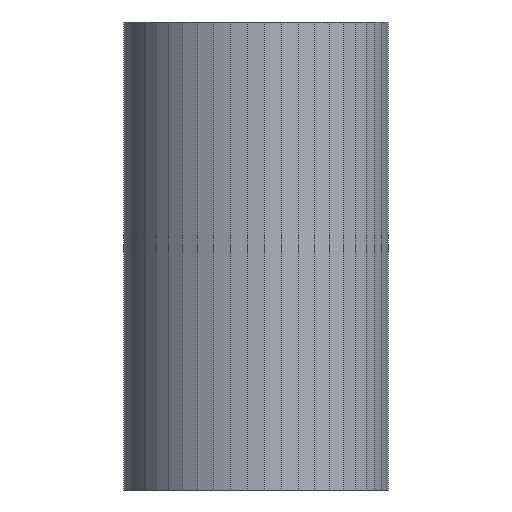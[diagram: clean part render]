
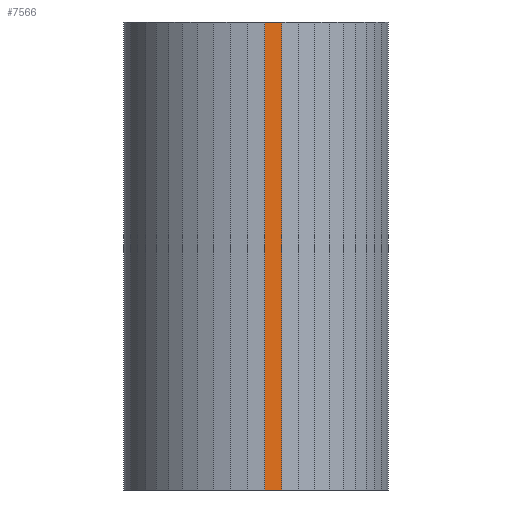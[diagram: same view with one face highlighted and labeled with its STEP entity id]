
A CAD part, front view. The second image highlights one B-rep face of the part: STEP entity #7566.
In plain terms, the highlighted face is planar.
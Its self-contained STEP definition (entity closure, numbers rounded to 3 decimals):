
#7270 = B_SPLINE_SURFACE_WITH_KNOTS('',1,1,(
    (#7271,#7272)
    ,(#7273,#7274
    )),.UNSPECIFIED.,.F.,.F.,.F.,(2,2),(2,2),(0.,16.153),(0.,1.
    ),.PIECEWISE_BEZIER_KNOTS.);
#7271 = CARTESIAN_POINT('',(-7.88,-218.25,-1.5));
#7272 = CARTESIAN_POINT('',(-8.077,-218.25,1.5));
#7273 = CARTESIAN_POINT('',(7.88,-218.25,-1.5));
#7274 = CARTESIAN_POINT('',(8.077,-218.25,1.5));
#7294 = VERTEX_POINT('',#7295);
#7295 = CARTESIAN_POINT('',(8.077,-218.25,1.5));
#7308 = PLANE('',#7309);
#7309 = AXIS2_PLACEMENT_3D('',#7310,#7311,#7312);
#7310 = CARTESIAN_POINT('',(8.077,-218.25,1.5));
#7311 = DIRECTION('',(0.998,0.,-0.065));
#7312 = DIRECTION('',(0.,1.,0.));
#7319 = EDGE_CURVE('',#7320,#7294,#7322,.T.);
#7320 = VERTEX_POINT('',#7321);
#7321 = CARTESIAN_POINT('',(-8.077,-218.25,1.5));
#7322 = SURFACE_CURVE('',#7323,(#7327,#7334),.PCURVE_S1.);
#7323 = LINE('',#7324,#7325);
#7324 = CARTESIAN_POINT('',(-8.077,-218.25,1.5));
#7325 = VECTOR('',#7326,1.);
#7326 = DIRECTION('',(1.,0.,0.));
#7327 = PCURVE('',#7270,#7328);
#7328 = DEFINITIONAL_REPRESENTATION('',(#7329),#7333);
#7329 = LINE('',#7330,#7331);
#7330 = CARTESIAN_POINT('',(0.,1.));
#7331 = VECTOR('',#7332,1.);
#7332 = DIRECTION('',(1.,0.));
#7333 = ( GEOMETRIC_REPRESENTATION_CONTEXT(2) 
PARAMETRIC_REPRESENTATION_CONTEXT() REPRESENTATION_CONTEXT('2D SPACE',''
  ) );
#7334 = PCURVE('',#7335,#7340);
#7335 = PLANE('',#7336);
#7336 = AXIS2_PLACEMENT_3D('',#7337,#7338,#7339);
#7337 = CARTESIAN_POINT('',(-8.077,-218.25,1.5));
#7338 = DIRECTION('',(0.,0.,-1.));
#7339 = DIRECTION('',(0.037,0.999,0.));
#7340 = DEFINITIONAL_REPRESENTATION('',(#7341),#7345);
#7341 = LINE('',#7342,#7343);
#7342 = CARTESIAN_POINT('',(0.,0.));
#7343 = VECTOR('',#7344,1.);
#7344 = DIRECTION('',(0.037,0.999));
#7345 = ( GEOMETRIC_REPRESENTATION_CONTEXT(2) 
PARAMETRIC_REPRESENTATION_CONTEXT() REPRESENTATION_CONTEXT('2D SPACE',''
  ) );
#7360 = PLANE('',#7361);
#7361 = AXIS2_PLACEMENT_3D('',#7362,#7363,#7364);
#7362 = CARTESIAN_POINT('',(-8.077,218.25,1.5));
#7363 = DIRECTION('',(-0.998,-0.,-0.065));
#7364 = DIRECTION('',(0.,-1.,0.));
#7398 = VERTEX_POINT('',#7399);
#7399 = CARTESIAN_POINT('',(8.077,218.25,1.5));
#7411 = B_SPLINE_SURFACE_WITH_KNOTS('',1,1,(
    (#7412,#7413)
    ,(#7414,#7415
    )),.UNSPECIFIED.,.F.,.F.,.F.,(2,2),(2,2),(0.,16.153),(0.,1.
    ),.PIECEWISE_BEZIER_KNOTS.);
#7412 = CARTESIAN_POINT('',(7.88,218.25,-1.5));
#7413 = CARTESIAN_POINT('',(8.077,218.25,1.5));
#7414 = CARTESIAN_POINT('',(-7.88,218.25,-1.5));
#7415 = CARTESIAN_POINT('',(-8.077,218.25,1.5));
#7423 = EDGE_CURVE('',#7294,#7398,#7424,.T.);
#7424 = SURFACE_CURVE('',#7425,(#7429,#7436),.PCURVE_S1.);
#7425 = LINE('',#7426,#7427);
#7426 = CARTESIAN_POINT('',(8.077,-218.25,1.5));
#7427 = VECTOR('',#7428,1.);
#7428 = DIRECTION('',(0.,1.,0.));
#7429 = PCURVE('',#7308,#7430);
#7430 = DEFINITIONAL_REPRESENTATION('',(#7431),#7435);
#7431 = LINE('',#7432,#7433);
#7432 = CARTESIAN_POINT('',(0.,0.));
#7433 = VECTOR('',#7434,1.);
#7434 = DIRECTION('',(1.,0.));
#7435 = ( GEOMETRIC_REPRESENTATION_CONTEXT(2) 
PARAMETRIC_REPRESENTATION_CONTEXT() REPRESENTATION_CONTEXT('2D SPACE',''
  ) );
#7436 = PCURVE('',#7335,#7437);
#7437 = DEFINITIONAL_REPRESENTATION('',(#7438),#7442);
#7438 = LINE('',#7439,#7440);
#7439 = CARTESIAN_POINT('',(0.597,16.142));
#7440 = VECTOR('',#7441,1.);
#7441 = DIRECTION('',(0.999,-0.037));
#7442 = ( GEOMETRIC_REPRESENTATION_CONTEXT(2) 
PARAMETRIC_REPRESENTATION_CONTEXT() REPRESENTATION_CONTEXT('2D SPACE',''
  ) );
#7471 = VERTEX_POINT('',#7472);
#7472 = CARTESIAN_POINT('',(-8.077,218.25,1.5));
#7491 = EDGE_CURVE('',#7398,#7471,#7492,.T.);
#7492 = SURFACE_CURVE('',#7493,(#7497,#7504),.PCURVE_S1.);
#7493 = LINE('',#7494,#7495);
#7494 = CARTESIAN_POINT('',(8.077,218.25,1.5));
#7495 = VECTOR('',#7496,1.);
#7496 = DIRECTION('',(-1.,0.,0.));
#7497 = PCURVE('',#7411,#7498);
#7498 = DEFINITIONAL_REPRESENTATION('',(#7499),#7503);
#7499 = LINE('',#7500,#7501);
#7500 = CARTESIAN_POINT('',(0.,1.));
#7501 = VECTOR('',#7502,1.);
#7502 = DIRECTION('',(1.,0.));
#7503 = ( GEOMETRIC_REPRESENTATION_CONTEXT(2) 
PARAMETRIC_REPRESENTATION_CONTEXT() REPRESENTATION_CONTEXT('2D SPACE',''
  ) );
#7504 = PCURVE('',#7335,#7505);
#7505 = DEFINITIONAL_REPRESENTATION('',(#7506),#7510);
#7506 = LINE('',#7507,#7508);
#7507 = CARTESIAN_POINT('',(436.799,0.));
#7508 = VECTOR('',#7509,1.);
#7509 = DIRECTION('',(-0.037,-0.999));
#7510 = ( GEOMETRIC_REPRESENTATION_CONTEXT(2) 
PARAMETRIC_REPRESENTATION_CONTEXT() REPRESENTATION_CONTEXT('2D SPACE',''
  ) );
#7538 = EDGE_CURVE('',#7471,#7320,#7539,.T.);
#7539 = SURFACE_CURVE('',#7540,(#7544,#7551),.PCURVE_S1.);
#7540 = LINE('',#7541,#7542);
#7541 = CARTESIAN_POINT('',(-8.077,218.25,1.5));
#7542 = VECTOR('',#7543,1.);
#7543 = DIRECTION('',(0.,-1.,0.));
#7544 = PCURVE('',#7360,#7545);
#7545 = DEFINITIONAL_REPRESENTATION('',(#7546),#7550);
#7546 = LINE('',#7547,#7548);
#7547 = CARTESIAN_POINT('',(0.,0.));
#7548 = VECTOR('',#7549,1.);
#7549 = DIRECTION('',(1.,0.));
#7550 = ( GEOMETRIC_REPRESENTATION_CONTEXT(2) 
PARAMETRIC_REPRESENTATION_CONTEXT() REPRESENTATION_CONTEXT('2D SPACE',''
  ) );
#7551 = PCURVE('',#7335,#7552);
#7552 = DEFINITIONAL_REPRESENTATION('',(#7553),#7557);
#7553 = LINE('',#7554,#7555);
#7554 = CARTESIAN_POINT('',(436.201,-16.142));
#7555 = VECTOR('',#7556,1.);
#7556 = DIRECTION('',(-0.999,0.037));
#7557 = ( GEOMETRIC_REPRESENTATION_CONTEXT(2) 
PARAMETRIC_REPRESENTATION_CONTEXT() REPRESENTATION_CONTEXT('2D SPACE',''
  ) );
#7566 = ADVANCED_FACE('',(#7567),#7335,.F.);
#7567 = FACE_BOUND('',#7568,.T.);
#7568 = EDGE_LOOP('',(#7569,#7570,#7571,#7572));
#7569 = ORIENTED_EDGE('',*,*,#7319,.T.);
#7570 = ORIENTED_EDGE('',*,*,#7423,.T.);
#7571 = ORIENTED_EDGE('',*,*,#7491,.T.);
#7572 = ORIENTED_EDGE('',*,*,#7538,.T.);
